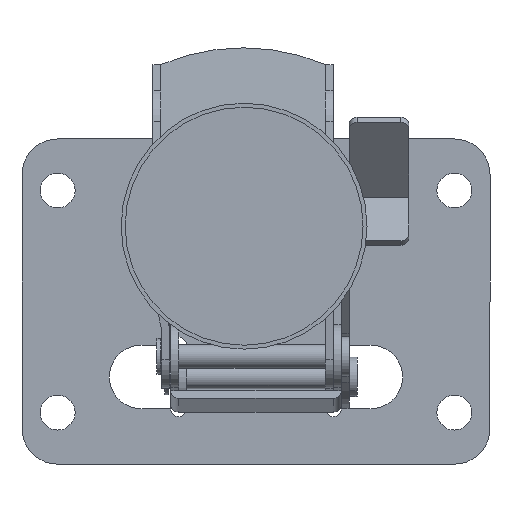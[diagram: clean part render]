
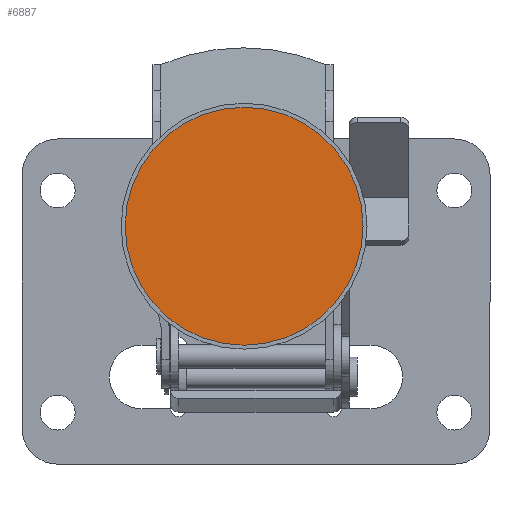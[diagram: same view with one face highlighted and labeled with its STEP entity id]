
A CAD part, front view. The second image highlights one B-rep face of the part: STEP entity #6887.
In plain terms, the highlighted planar face has unit normal (0, -1, 0).
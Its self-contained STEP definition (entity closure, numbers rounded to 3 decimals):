
#533 = EDGE_CURVE ( 'NONE', #1696, #1963, #826, .T. ) ;
#715 = CARTESIAN_POINT ( 'NONE',  ( 0., -18., 0. ) ) ;
#762 = EDGE_LOOP ( 'NONE', ( #5517, #4575 ) ) ;
#826 = CIRCLE ( 'NONE', #6373, 30. ) ;
#1452 = DIRECTION ( 'NONE',  ( 0., 0., 1. ) ) ;
#1688 = PLANE ( 'NONE',  #7300 ) ;
#1696 = VERTEX_POINT ( 'NONE', #2969 ) ;
#1713 = AXIS2_PLACEMENT_3D ( 'NONE', #715, #5779, #1452 ) ;
#1963 = VERTEX_POINT ( 'NONE', #6522 ) ;
#1987 = CARTESIAN_POINT ( 'NONE',  ( 0., -18., 0. ) ) ;
#2412 = DIRECTION ( 'NONE',  ( 0., -1., 0. ) ) ;
#2713 = DIRECTION ( 'NONE',  ( 0., 0., 1. ) ) ;
#2969 = CARTESIAN_POINT ( 'NONE',  ( 0., -18., 30. ) ) ;
#4575 = ORIENTED_EDGE ( 'NONE', *, *, #7787, .F. ) ;
#5517 = ORIENTED_EDGE ( 'NONE', *, *, #533, .F. ) ;
#5675 = FACE_OUTER_BOUND ( 'NONE', #762, .T. ) ;
#5779 = DIRECTION ( 'NONE',  ( 0., 1., 0. ) ) ;
#6119 = CIRCLE ( 'NONE', #1713, 30. ) ;
#6373 = AXIS2_PLACEMENT_3D ( 'NONE', #1987, #7081, #2713 ) ;
#6522 = CARTESIAN_POINT ( 'NONE',  ( 0., -18., -30. ) ) ;
#6887 = ADVANCED_FACE ( 'NONE', ( #5675 ), #1688, .T. ) ;
#7081 = DIRECTION ( 'NONE',  ( 0., 1., 0. ) ) ;
#7300 = AXIS2_PLACEMENT_3D ( 'NONE', #8140, #2412, #7507 ) ;
#7507 = DIRECTION ( 'NONE',  ( 0., 0., -1. ) ) ;
#7787 = EDGE_CURVE ( 'NONE', #1963, #1696, #6119, .T. ) ;
#8140 = CARTESIAN_POINT ( 'NONE',  ( 0., -18., 0. ) ) ;
